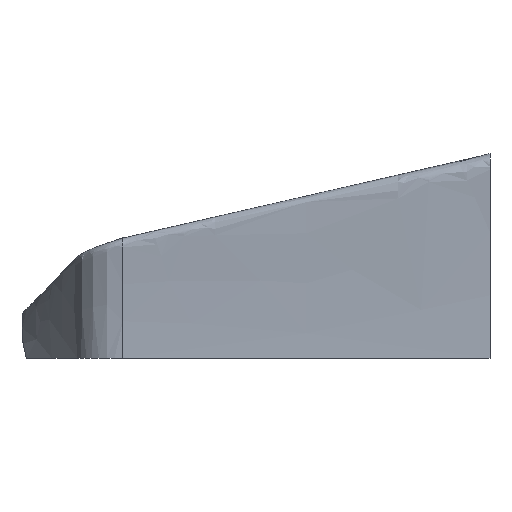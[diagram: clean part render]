
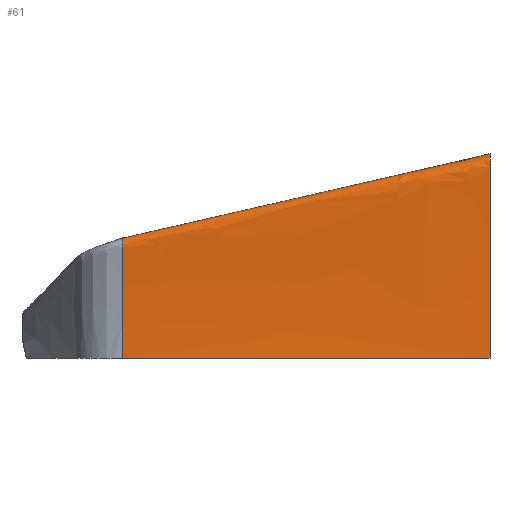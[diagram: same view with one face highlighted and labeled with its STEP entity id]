
A CAD part, front view. The second image highlights one B-rep face of the part: STEP entity #61.
In plain terms, the highlighted free-form (B-spline) face has degree [3, 1] with [13, 2] control points.
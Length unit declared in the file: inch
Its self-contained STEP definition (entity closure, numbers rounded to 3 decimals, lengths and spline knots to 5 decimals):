
#4 = AXIS2_PLACEMENT_3D ( 'NONE', #448, #449, #450 ) ;
#6 = CIRCLE ( 'NONE', #39, 69.02476 ) ;
#7 = CIRCLE ( 'NONE', #45, 40.6028 ) ;
#8 = CIRCLE ( 'NONE', #18, 0.31507 ) ;
#13 = CIRCLE ( 'NONE', #37, 0.53562 ) ;
#18 = AXIS2_PLACEMENT_3D ( 'NONE', #436, #437, #438 ) ;
#20 = VECTOR ( 'NONE', #447, 39.37008 ) ;
#35 = VECTOR ( 'NONE', #468, 39.37008 ) ;
#37 = AXIS2_PLACEMENT_3D ( 'NONE', #444, #445, #446 ) ;
#39 = AXIS2_PLACEMENT_3D ( 'NONE', #451, #452, #453 ) ;
#45 = AXIS2_PLACEMENT_3D ( 'NONE', #454, #455, #456 ) ;
#46 = CIRCLE ( 'NONE', #4, 0.31507 ) ;
#61 = ADVANCED_FACE ( 'NONE', ( #275 ), #402, .T. ) ;
#66 = EDGE_CURVE ( 'NONE', #116, #184, #8, .T. ) ;
#68 = EDGE_CURVE ( 'NONE', #108, #159, #13, .T. ) ;
#69 = EDGE_CURVE ( 'NONE', #108, #168, #443, .T. ) ;
#70 = EDGE_CURVE ( 'NONE', #168, #116, #46, .T. ) ;
#71 = EDGE_CURVE ( 'NONE', #159, #97, #6, .T. ) ;
#72 = EDGE_CURVE ( 'NONE', #184, #96, #7, .T. ) ;
#75 = EDGE_CURVE ( 'NONE', #97, #96, #457, .T. ) ;
#96 = VERTEX_POINT ( 'NONE', #496 ) ;
#97 = VERTEX_POINT ( 'NONE', #497 ) ;
#101 = ORIENTED_EDGE ( 'NONE', *, *, #72, .T. ) ;
#106 = ORIENTED_EDGE ( 'NONE', *, *, #68, .F. ) ;
#108 = VERTEX_POINT ( 'NONE', #499 ) ;
#116 = VERTEX_POINT ( 'NONE', #500 ) ;
#134 = ORIENTED_EDGE ( 'NONE', *, *, #70, .T. ) ;
#159 = VERTEX_POINT ( 'NONE', #491 ) ;
#168 = VERTEX_POINT ( 'NONE', #498 ) ;
#174 = EDGE_LOOP ( 'NONE', ( #211, #106, #198, #134, #176, #101, #193 ) ) ;
#176 = ORIENTED_EDGE ( 'NONE', *, *, #66, .T. ) ;
#184 = VERTEX_POINT ( 'NONE', #505 ) ;
#193 = ORIENTED_EDGE ( 'NONE', *, *, #75, .F. ) ;
#198 = ORIENTED_EDGE ( 'NONE', *, *, #69, .T. ) ;
#211 = ORIENTED_EDGE ( 'NONE', *, *, #71, .F. ) ;
#275 = FACE_OUTER_BOUND ( 'NONE', #174, .T. ) ;
#276 = CARTESIAN_POINT ( 'NONE',  ( 0., 0., 0. ) ) ;
#289 = CARTESIAN_POINT ( 'NONE',  ( 13.4, 0., 0. ) ) ;
#291 = CARTESIAN_POINT ( 'NONE',  ( 13.4, 0.01009, 0.57519 ) ) ;
#292 = CARTESIAN_POINT ( 'NONE',  ( 0., 0.00593, 0.33835 ) ) ;
#293 = CARTESIAN_POINT ( 'NONE',  ( 13.4, 0.01588, 1.72582 ) ) ;
#294 = CARTESIAN_POINT ( 'NONE',  ( 0., 0.00934, 1.01519 ) ) ;
#295 = CARTESIAN_POINT ( 'NONE',  ( 13.4, -0.01858, 3.45145 ) ) ;
#296 = CARTESIAN_POINT ( 'NONE',  ( 0., -0.01093, 2.03027 ) ) ;
#297 = CARTESIAN_POINT ( 'NONE',  ( 13.4, -0.09617, 5.17568 ) ) ;
#298 = CARTESIAN_POINT ( 'NONE',  ( 0., -0.05657, 3.04452 ) ) ;
#299 = CARTESIAN_POINT ( 'NONE',  ( 13.4, -0.17662, 6.32351 ) ) ;
#300 = CARTESIAN_POINT ( 'NONE',  ( 0., -0.10389, 3.71971 ) ) ;
#301 = CARTESIAN_POINT ( 'NONE',  ( 13.4, -0.2296, 6.96454 ) ) ;
#302 = CARTESIAN_POINT ( 'NONE',  ( 0., -0.13506, 4.09679 ) ) ;
#303 = CARTESIAN_POINT ( 'NONE',  ( 13.4, -0.21475, 7.10208 ) ) ;
#304 = CARTESIAN_POINT ( 'NONE',  ( 0., -0.12632, 4.17769 ) ) ;
#305 = CARTESIAN_POINT ( 'NONE',  ( 13.4, -0.11739, 7.28536 ) ) ;
#306 = CARTESIAN_POINT ( 'NONE',  ( 0., -0.06905, 4.28551 ) ) ;
#307 = CARTESIAN_POINT ( 'NONE',  ( 13.4, 0.04106, 7.41937 ) ) ;
#308 = CARTESIAN_POINT ( 'NONE',  ( 0., 0.02415, 4.36433 ) ) ;
#309 = CARTESIAN_POINT ( 'NONE',  ( 13.4, 0.23795, 7.48496 ) ) ;
#310 = CARTESIAN_POINT ( 'NONE',  ( 0., 0.13997, 4.40292 ) ) ;
#311 = CARTESIAN_POINT ( 'NONE',  ( 13.4, 0.37606, 7.4768 ) ) ;
#312 = CARTESIAN_POINT ( 'NONE',  ( 0., 0.22121, 4.39812 ) ) ;
#313 = CARTESIAN_POINT ( 'NONE',  ( 13.4, 0.44189, 7.46005 ) ) ;
#314 = CARTESIAN_POINT ( 'NONE',  ( 0., 0.25993, 4.38827 ) ) ;
#402 = B_SPLINE_SURFACE_WITH_KNOTS ( 'NONE', 3, 1, ( 
 ( #289, #276 ),
 ( #291, #292 ),
 ( #293, #294 ),
 ( #295, #296 ),
 ( #297, #298 ),
 ( #299, #300 ),
 ( #301, #302 ),
 ( #303, #304 ),
 ( #305, #306 ),
 ( #307, #308 ),
 ( #309, #310 ),
 ( #311, #312 ),
 ( #313, #314 ) ),
 .UNSPECIFIED., .F., .F., .F.,
 ( 4, 1, 1, 1, 2, 1, 1, 1, 1, 4 ),
 ( 2, 2 ),
 ( 0., 0.10974, 0.21948, 0.32922, 0.43896, 0.45192, 0.46488, 0.47784, 0.4908, 0.50376 ),
 ( 0., 1. ),
 .UNSPECIFIED. ) ;
#436 = CARTESIAN_POINT ( 'NONE',  ( 0., 0.18223, 4.08292 ) ) ;
#437 = DIRECTION ( 'NONE',  ( 1., 0., 0. ) ) ;
#438 = DIRECTION ( 'NONE',  ( 0., 0., -1. ) ) ;
#439 = CARTESIAN_POINT ( 'NONE',  ( 6.7, 0.35091, 5.92416 ) ) ;
#443 = LINE ( 'NONE', #439, #20 ) ;
#444 = CARTESIAN_POINT ( 'NONE',  ( 13.4, 0.30979, 6.94096 ) ) ;
#445 = DIRECTION ( 'NONE',  ( 1., 0., 0. ) ) ;
#446 = DIRECTION ( 'NONE',  ( 0., 0., -1. ) ) ;
#447 = DIRECTION ( 'NONE',  ( -0.975, -0.013, -0.223 ) ) ;
#448 = CARTESIAN_POINT ( 'NONE',  ( 0., 0.18223, 4.08292 ) ) ;
#449 = DIRECTION ( 'NONE',  ( 1., 0., 0. ) ) ;
#450 = DIRECTION ( 'NONE',  ( 0., 0., -1. ) ) ;
#451 = CARTESIAN_POINT ( 'NONE',  ( 13.4, -69.01414, 1.21049 ) ) ;
#452 = DIRECTION ( 'NONE',  ( -1., 0., 0. ) ) ;
#453 = DIRECTION ( 'NONE',  ( 0., 0., 1. ) ) ;
#454 = CARTESIAN_POINT ( 'NONE',  ( 0., -40.59655, 0.71205 ) ) ;
#455 = DIRECTION ( 'NONE',  ( -1., 0., 0. ) ) ;
#456 = DIRECTION ( 'NONE',  ( 0., 0., 1. ) ) ;
#457 = LINE ( 'NONE', #458, #35 ) ;
#458 = CARTESIAN_POINT ( 'NONE',  ( 6.7, 0., 0. ) ) ;
#468 = DIRECTION ( 'NONE',  ( -1., 0., 0. ) ) ;
#491 = CARTESIAN_POINT ( 'NONE',  ( 13.4, -0.22401, 6.89684 ) ) ;
#496 = CARTESIAN_POINT ( 'NONE',  ( 0., 0., 0. ) ) ;
#497 = CARTESIAN_POINT ( 'NONE',  ( 13.4, 0., 0. ) ) ;
#498 = CARTESIAN_POINT ( 'NONE',  ( 0., 0.25993, 4.38826 ) ) ;
#499 = CARTESIAN_POINT ( 'NONE',  ( 13.4, 0.44189, 7.46005 ) ) ;
#500 = CARTESIAN_POINT ( 'NONE',  ( 0., 0.13824, 4.39491 ) ) ;
#505 = CARTESIAN_POINT ( 'NONE',  ( 0., -0.13177, 4.05696 ) ) ;
